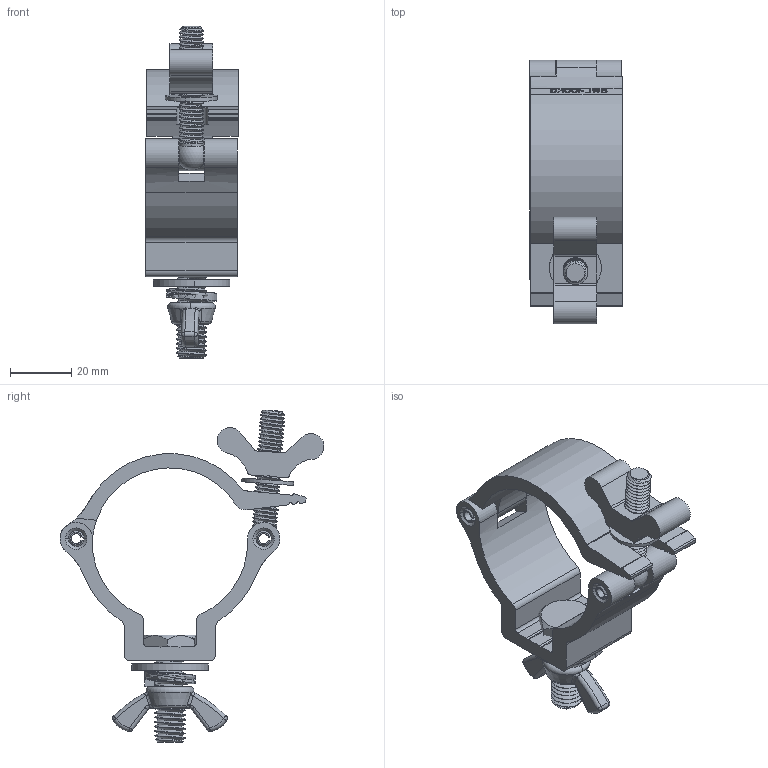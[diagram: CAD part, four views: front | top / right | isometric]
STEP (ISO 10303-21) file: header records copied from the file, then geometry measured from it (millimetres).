
FILE_DESCRIPTION(/* description */ ('50mm Light Duty Clamp for Truss or Tubing'),/* implementation_level */ '2;1');
FILE_NAME(/* name */ 'EVT50C-ALC.step',/* time_stamp */ '2024-01-22T18:19:23-08:00',/* author */ (''),/* organization */ (''),/* preprocessor_version */ 'ST-DEVELOPER v20',/* originating_system */ 'Autodesk Translation Framework v12.14.0.127',/* authorisation */ '');
FILE_SCHEMA (('AUTOMOTIVE_DESIGN { 1 0 10303 214 3 1 1 }'));
Length unit declared in the file: millimetre
Products named in the file (3): EVT50C-ALC; EVT50C-ALC_1; EVT50C-ALC (1)
Assembly tree (9 placements, depth 2):
  EVT50C-ALC
    EVT50C-ALC_1  x8
    EVT50C-ALC (1)
Bounding box: 30.3 x 86.36 x 108.64 mm (x, y, z)
Volume: 41843.7 mm3; surface area: 26941.7 mm2
Topology: 11 solids, 11 shells, 645 faces, 1778 edges, 1156 vertices
Faces by surface type: plane 333, cylinder 193, bspline 52, cone 39, torus 18, sphere 10
Entity records: 31483 total; most frequent: CARTESIAN_POINT 15408, ORIENTED_EDGE 3554, DIRECTION 3013, EDGE_CURVE 1777, VERTEX_POINT 1156, LINE 1107, VECTOR 1107, AXIS2_PLACEMENT_3D 953
